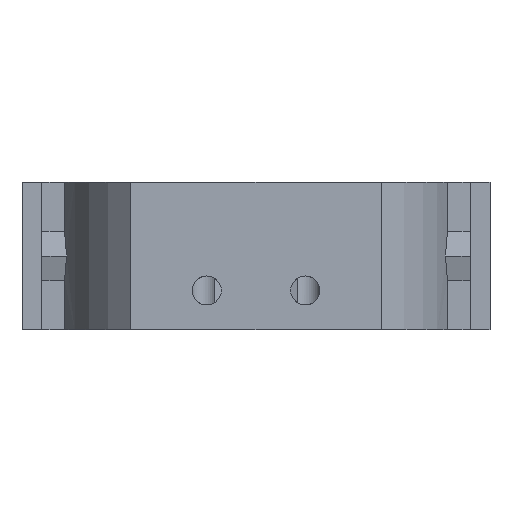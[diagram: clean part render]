
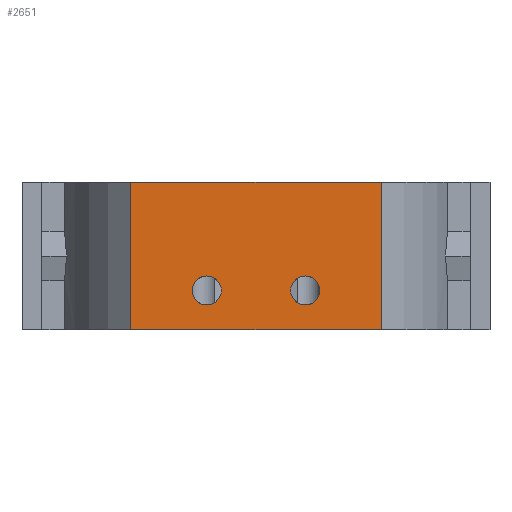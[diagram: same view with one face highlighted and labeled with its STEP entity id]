
A CAD part, front view. The second image highlights one B-rep face of the part: STEP entity #2651.
In plain terms, the highlighted planar face has unit normal (0, -1, 0).
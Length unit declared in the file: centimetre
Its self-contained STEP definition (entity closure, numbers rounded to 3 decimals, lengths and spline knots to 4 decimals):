
#122=PLANE('',#2809);
#182=VECTOR('',#2920,1.);
#304=VECTOR('',#3098,1.);
#426=VECTOR('',#3317,1.);
#427=VECTOR('',#3319,1.);
#466=LINE('',#3652,#182);
#588=LINE('',#3942,#304);
#710=LINE('',#4207,#426);
#711=LINE('',#4209,#427);
#714=VERTEX_POINT('',#3323);
#734=VERTEX_POINT('',#3455);
#789=VERTEX_POINT('',#3651);
#790=VERTEX_POINT('',#3653);
#920=VERTEX_POINT('',#3941);
#921=VERTEX_POINT('',#3943);
#982=CIRCLE('',#2654,0.1473);
#989=CIRCLE('',#2669,0.1473);
#1018=EDGE_CURVE('',#714,#714,#982,.T.);
#1039=EDGE_CURVE('',#734,#734,#989,.T.);
#1097=EDGE_CURVE('',#790,#789,#466,.T.);
#1264=EDGE_CURVE('',#921,#920,#588,.T.);
#1410=EDGE_CURVE('',#921,#789,#710,.T.);
#1411=EDGE_CURVE('',#920,#790,#711,.T.);
#2190=ORIENTED_EDGE('',*,*,#1018,.T.);
#2191=ORIENTED_EDGE('',*,*,#1039,.T.);
#2192=ORIENTED_EDGE('',*,*,#1097,.T.);
#2193=ORIENTED_EDGE('',*,*,#1410,.F.);
#2194=ORIENTED_EDGE('',*,*,#1264,.T.);
#2195=ORIENTED_EDGE('',*,*,#1411,.T.);
#2356=EDGE_LOOP('',(#2190));
#2357=EDGE_LOOP('',(#2191));
#2358=EDGE_LOOP('',(#2192,#2193,#2194,#2195));
#2516=FACE_BOUND('',#2356,.T.);
#2517=FACE_BOUND('',#2357,.T.);
#2518=FACE_BOUND('',#2358,.T.);
#2651=ADVANCED_FACE('',(#2516,#2517,#2518),#122,.T.);
#2654=AXIS2_PLACEMENT_3D('',#3322,#2813,#2814);
#2669=AXIS2_PLACEMENT_3D('',#3454,#2849,#2850);
#2809=AXIS2_PLACEMENT_3D('',#4208,#3318,$);
#2813=DIRECTION('',(0.,1.,0.));
#2814=DIRECTION('',(-0.147,0.,0.));
#2849=DIRECTION('',(0.,1.,0.));
#2850=DIRECTION('',(0.147,0.,0.));
#2920=DIRECTION('',(-1.,0.,0.));
#3098=DIRECTION('',(1.,0.,0.));
#3317=DIRECTION('',(0.,0.,1.));
#3318=DIRECTION('',(0.,-1.,0.));
#3319=DIRECTION('',(0.,0.,1.));
#3322=CARTESIAN_POINT('',(0.5,-3.81,0.4));
#3323=CARTESIAN_POINT('',(0.3527,-3.81,0.4));
#3454=CARTESIAN_POINT('',(-0.5,-3.81,0.4));
#3455=CARTESIAN_POINT('',(-0.3527,-3.81,0.4));
#3651=CARTESIAN_POINT('',(-1.27,-3.81,1.5));
#3652=CARTESIAN_POINT('',(-1.27,-3.81,1.5));
#3653=CARTESIAN_POINT('',(1.27,-3.81,1.5));
#3941=CARTESIAN_POINT('',(1.27,-3.81,0.));
#3942=CARTESIAN_POINT('',(-1.27,-3.81,0.));
#3943=CARTESIAN_POINT('',(-1.27,-3.81,0.));
#4207=CARTESIAN_POINT('',(-1.27,-3.81,0.));
#4208=CARTESIAN_POINT('',(0.,-3.81,0.));
#4209=CARTESIAN_POINT('',(1.27,-3.81,0.));
